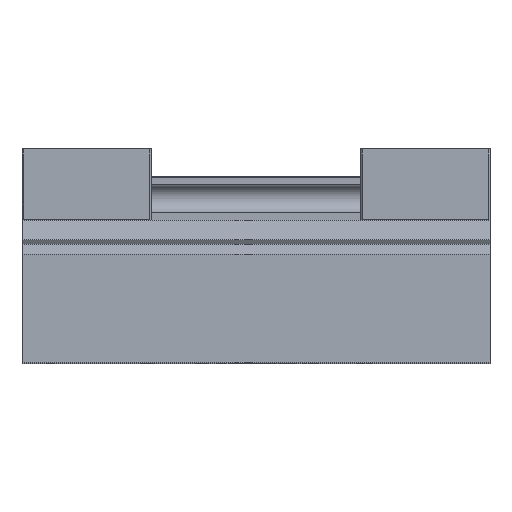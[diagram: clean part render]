
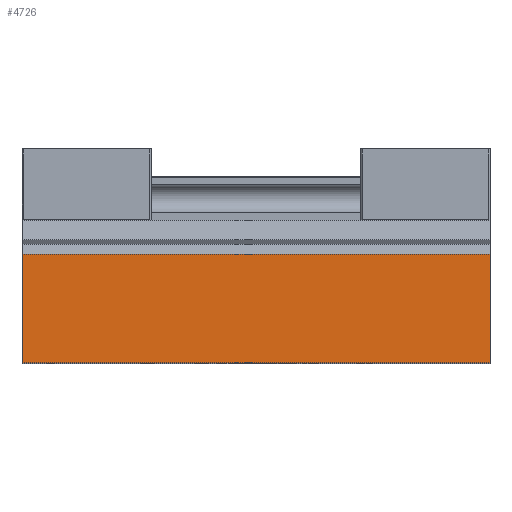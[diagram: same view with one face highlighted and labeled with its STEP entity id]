
A CAD part, top view. The second image highlights one B-rep face of the part: STEP entity #4726.
In plain terms, the highlighted planar face has unit normal (0, 0, 1).
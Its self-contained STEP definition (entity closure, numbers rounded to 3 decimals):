
#2288 = EDGE_CURVE( '', #3130, #5554, #6521, .T. );
#2404 = VERTEX_POINT( '', #6656 );
#3130 = VERTEX_POINT( '', #7473 );
#4068 = EDGE_CURVE( '', #5836, #5554, #8530, .T. );
#4618 = EDGE_CURVE( '', #2404, #3130, #9136, .T. );
#4726 = ADVANCED_FACE( '', ( #9265 ), #9266, .T. );
#5288 = EDGE_CURVE( '', #2404, #5836, #9890, .T. );
#5554 = VERTEX_POINT( '', #10186 );
#5836 = VERTEX_POINT( '', #10500 );
#6521 = LINE( '', #11295, #11296 );
#6656 = CARTESIAN_POINT( '', ( 167.5, 77.993, 87.5 ) );
#7473 = CARTESIAN_POINT( '', ( -167.5, 77.993, 87.5 ) );
#8530 = LINE( '', #14028, #14029 );
#9136 = LINE( '', #14863, #14864 );
#9265 = FACE_OUTER_BOUND( '', #15045, .T. );
#9266 = PLANE( '', #15046 );
#9890 = LINE( '', #15905, #15906 );
#10186 = CARTESIAN_POINT( '', ( -167.5, 0.5, 87.5 ) );
#10500 = CARTESIAN_POINT( '', ( 167.5, 0.5, 87.5 ) );
#11295 = CARTESIAN_POINT( '', ( -167.5, 77.993, 87.5 ) );
#11296 = VECTOR( '', #17674, 1. );
#14028 = CARTESIAN_POINT( '', ( 167.5, 0.5, 87.5 ) );
#14029 = VECTOR( '', #20007, 1. );
#14863 = CARTESIAN_POINT( '', ( 167.5, 77.993, 87.5 ) );
#14864 = VECTOR( '', #20691, 1. );
#15045 = EDGE_LOOP( '', ( #20854, #20855, #20856, #20857 ) );
#15046 = AXIS2_PLACEMENT_3D( '', #20858, #20859, #20860 );
#15905 = CARTESIAN_POINT( '', ( 167.5, 77.993, 87.5 ) );
#15906 = VECTOR( '', #21549, 1. );
#17674 = DIRECTION( '', ( 0., -1., 0. ) );
#20007 = DIRECTION( '', ( -1., 0., 0. ) );
#20691 = DIRECTION( '', ( -1., 0., 0. ) );
#20854 = ORIENTED_EDGE( '', *, *, #2288, .T. );
#20855 = ORIENTED_EDGE( '', *, *, #4068, .F. );
#20856 = ORIENTED_EDGE( '', *, *, #5288, .F. );
#20857 = ORIENTED_EDGE( '', *, *, #4618, .T. );
#20858 = CARTESIAN_POINT( '', ( 167.5, 77.993, 87.5 ) );
#20859 = DIRECTION( '', ( 0., 0., 1. ) );
#20860 = DIRECTION( '', ( 0., 1., 0. ) );
#21549 = DIRECTION( '', ( 0., -1., 0. ) );
